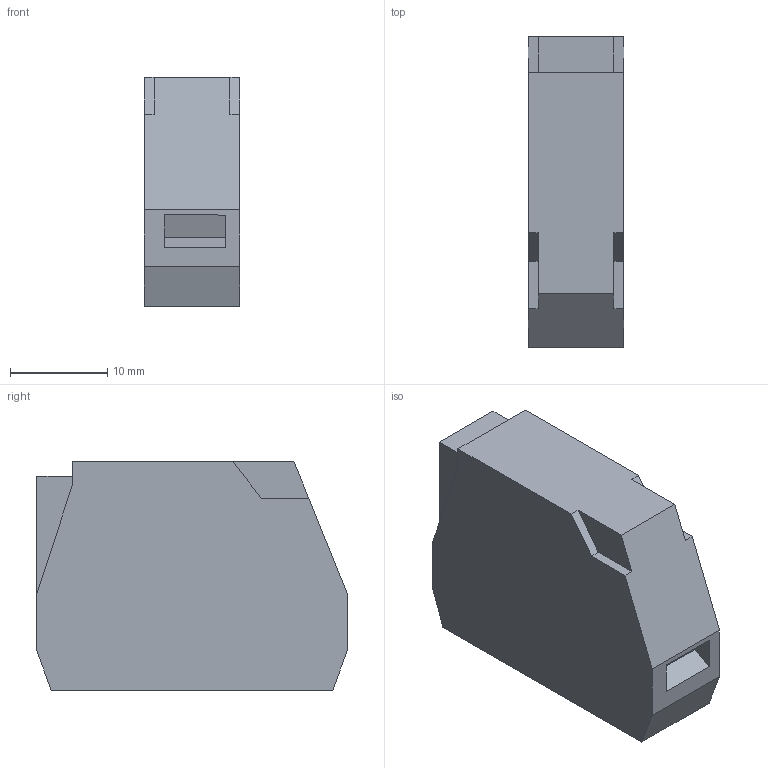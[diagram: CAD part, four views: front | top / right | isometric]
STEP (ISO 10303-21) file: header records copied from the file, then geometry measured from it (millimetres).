
FILE_DESCRIPTION(('STEP AP242'),'1');
FILE_NAME('zbe101.stp','2018-11-07T19:02:29',('TraceParts'),('TraceParts S.A.'),'Spatial InterOp 3D',' ',' ');
FILE_SCHEMA(('AP242_MANAGED_MODEL_BASED_3D_ENGINEERING_MIM_LF {1 0 10303 442 1 1 4}'));
Length unit declared in the file: millimetre
Products named in the file (1): zbe101
Bounding box: 9.8 x 32 x 23.6 mm (x, y, z)
Volume: 6531.9 mm3; surface area: 2631.4 mm2
Topology: 1 solids, 1 shells, 37 faces, 94 edges, 63 vertices
Faces by surface type: plane 33, cylinder 4
Entity records: 1208 total; most frequent: CARTESIAN_POINT 298, ORIENTED_EDGE 188, DIRECTION 169, EDGE_CURVE 94, LINE 85, VECTOR 85, VERTEX_POINT 63, AXIS2_PLACEMENT_3D 42
